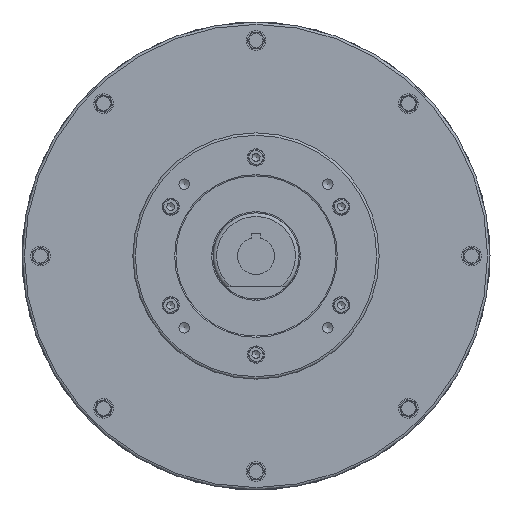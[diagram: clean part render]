
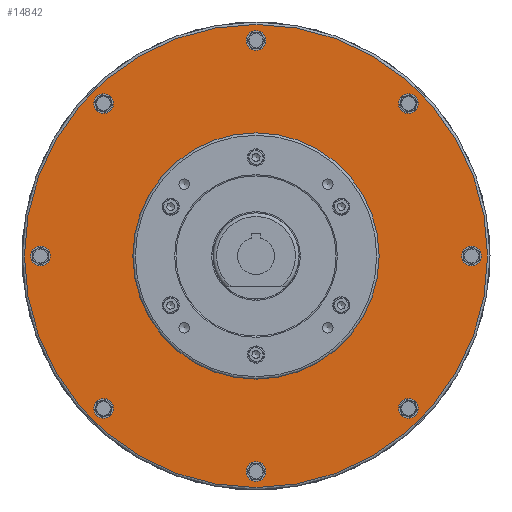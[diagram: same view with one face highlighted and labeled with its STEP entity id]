
A CAD part, left-side view. The second image highlights one B-rep face of the part: STEP entity #14842.
In plain terms, the highlighted planar face has unit normal (-1, 0, 0).
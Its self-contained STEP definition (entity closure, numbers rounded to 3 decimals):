
#2680=FACE_BOUND('',#4818,.T.);
#2681=FACE_BOUND('',#4819,.T.);
#2682=FACE_BOUND('',#4820,.T.);
#2683=FACE_BOUND('',#4821,.T.);
#2684=FACE_BOUND('',#4822,.T.);
#2685=FACE_BOUND('',#4823,.T.);
#2686=FACE_BOUND('',#4824,.T.);
#2687=FACE_BOUND('',#4825,.T.);
#2688=FACE_BOUND('',#4826,.T.);
#3498=FACE_OUTER_BOUND('',#4817,.T.);
#4817=EDGE_LOOP('',(#11069));
#4818=EDGE_LOOP('',(#11070));
#4819=EDGE_LOOP('',(#11071));
#4820=EDGE_LOOP('',(#11072));
#4821=EDGE_LOOP('',(#11073));
#4822=EDGE_LOOP('',(#11074));
#4823=EDGE_LOOP('',(#11075));
#4824=EDGE_LOOP('',(#11076));
#4825=EDGE_LOOP('',(#11077));
#4826=EDGE_LOOP('',(#11078));
#5916=CIRCLE('',#15924,8.);
#5933=CIRCLE('',#15966,8.);
#5939=CIRCLE('',#15976,8.);
#5956=CIRCLE('',#16018,8.);
#5962=CIRCLE('',#16028,8.);
#5979=CIRCLE('',#16070,8.);
#5985=CIRCLE('',#16080,8.);
#6002=CIRCLE('',#16122,8.);
#6024=CIRCLE('',#16190,188.);
#6025=CIRCLE('',#16191,60.);
#6856=VERTEX_POINT('',#22742);
#6885=VERTEX_POINT('',#22861);
#6891=VERTEX_POINT('',#22877);
#6920=VERTEX_POINT('',#22996);
#6926=VERTEX_POINT('',#23012);
#6955=VERTEX_POINT('',#23131);
#6961=VERTEX_POINT('',#23147);
#6990=VERTEX_POINT('',#23266);
#7048=VERTEX_POINT('',#23500);
#7049=VERTEX_POINT('',#23502);
#8287=EDGE_CURVE('',#6856,#6856,#5916,.T.);
#8328=EDGE_CURVE('',#6885,#6885,#5933,.T.);
#8334=EDGE_CURVE('',#6891,#6891,#5939,.T.);
#8375=EDGE_CURVE('',#6920,#6920,#5956,.T.);
#8381=EDGE_CURVE('',#6926,#6926,#5962,.T.);
#8422=EDGE_CURVE('',#6955,#6955,#5979,.T.);
#8428=EDGE_CURVE('',#6961,#6961,#5985,.T.);
#8469=EDGE_CURVE('',#6990,#6990,#6002,.T.);
#8551=EDGE_CURVE('',#7048,#7048,#6024,.T.);
#8552=EDGE_CURVE('',#7049,#7049,#6025,.T.);
#11069=ORIENTED_EDGE('',*,*,#8551,.T.);
#11070=ORIENTED_EDGE('',*,*,#8287,.T.);
#11071=ORIENTED_EDGE('',*,*,#8328,.T.);
#11072=ORIENTED_EDGE('',*,*,#8334,.T.);
#11073=ORIENTED_EDGE('',*,*,#8375,.T.);
#11074=ORIENTED_EDGE('',*,*,#8381,.T.);
#11075=ORIENTED_EDGE('',*,*,#8422,.T.);
#11076=ORIENTED_EDGE('',*,*,#8428,.T.);
#11077=ORIENTED_EDGE('',*,*,#8469,.T.);
#11078=ORIENTED_EDGE('',*,*,#8552,.T.);
#13098=PLANE('',#16189);
#14842=ADVANCED_FACE('',(#3498,#2680,#2681,#2682,#2683,#2684,#2685,#2686,
#2687,#2688),#13098,.F.);
#15924=AXIS2_PLACEMENT_3D('',#22743,#18515,#18516);
#15966=AXIS2_PLACEMENT_3D('',#22862,#18611,#18612);
#15976=AXIS2_PLACEMENT_3D('',#22878,#18631,#18632);
#16018=AXIS2_PLACEMENT_3D('',#22997,#18727,#18728);
#16028=AXIS2_PLACEMENT_3D('',#23013,#18747,#18748);
#16070=AXIS2_PLACEMENT_3D('',#23132,#18843,#18844);
#16080=AXIS2_PLACEMENT_3D('',#23148,#18863,#18864);
#16122=AXIS2_PLACEMENT_3D('',#23267,#18959,#18960);
#16189=AXIS2_PLACEMENT_3D('',#23499,#19129,#19130);
#16190=AXIS2_PLACEMENT_3D('',#23501,#19131,#19132);
#16191=AXIS2_PLACEMENT_3D('',#23503,#19133,#19134);
#18515=DIRECTION('center_axis',(1.,0.,0.));
#18516=DIRECTION('ref_axis',(0.,0.707,-0.707));
#18611=DIRECTION('center_axis',(1.,0.,0.));
#18612=DIRECTION('ref_axis',(0.,0.,
-1.));
#18631=DIRECTION('center_axis',(1.,0.,0.));
#18632=DIRECTION('ref_axis',(0.,-0.707,-0.707));
#18727=DIRECTION('center_axis',(1.,0.,0.));
#18728=DIRECTION('ref_axis',(0.,-1.,0.));
#18747=DIRECTION('center_axis',(1.,0.,0.));
#18748=DIRECTION('ref_axis',(0.,-0.707,0.707));
#18843=DIRECTION('center_axis',(1.,0.,0.));
#18844=DIRECTION('ref_axis',(0.,0.,
1.));
#18863=DIRECTION('center_axis',(1.,0.,0.));
#18864=DIRECTION('ref_axis',(0.,0.707,0.707));
#18959=DIRECTION('center_axis',(1.,0.,0.));
#18960=DIRECTION('ref_axis',(0.,1.,0.));
#19129=DIRECTION('center_axis',(1.,0.,0.));
#19130=DIRECTION('ref_axis',(0.,0.,1.));
#19131=DIRECTION('center_axis',(-1.,0.,0.));
#19132=DIRECTION('ref_axis',(0.,0.,
-1.));
#19133=DIRECTION('center_axis',(1.,0.,0.));
#19134=DIRECTION('ref_axis',(0.,-1.,0.));
#22742=CARTESIAN_POINT('',(-442.85,118.087,129.401));
#22743=CARTESIAN_POINT('Origin',(-442.85,123.744,123.744));
#22861=CARTESIAN_POINT('',(-442.85,175.,8.));
#22862=CARTESIAN_POINT('Origin',(-442.85,175.,0.));
#22877=CARTESIAN_POINT('',(-442.85,129.401,-118.087));
#22878=CARTESIAN_POINT('Origin',(-442.85,123.744,-123.744));
#22996=CARTESIAN_POINT('',(-442.85,8.,-175.));
#22997=CARTESIAN_POINT('Origin',(-442.85,0.,
-175.));
#23012=CARTESIAN_POINT('',(-442.85,-118.087,-129.401));
#23013=CARTESIAN_POINT('Origin',(-442.85,-123.744,-123.744));
#23131=CARTESIAN_POINT('',(-442.85,-175.,-8.));
#23132=CARTESIAN_POINT('Origin',(-442.85,-175.,0.));
#23147=CARTESIAN_POINT('',(-442.85,-129.401,118.087));
#23148=CARTESIAN_POINT('Origin',(-442.85,-123.744,123.744));
#23266=CARTESIAN_POINT('',(-442.85,-8.,175.));
#23267=CARTESIAN_POINT('Origin',(-442.85,0.,
175.));
#23499=CARTESIAN_POINT('Origin',(-442.85,0.,
44.8));
#23500=CARTESIAN_POINT('',(-442.85,0.,188.));
#23501=CARTESIAN_POINT('Origin',(-442.85,0.,
0.));
#23502=CARTESIAN_POINT('',(-442.85,0.,60.));
#23503=CARTESIAN_POINT('Origin',(-442.85,0.,
0.));
